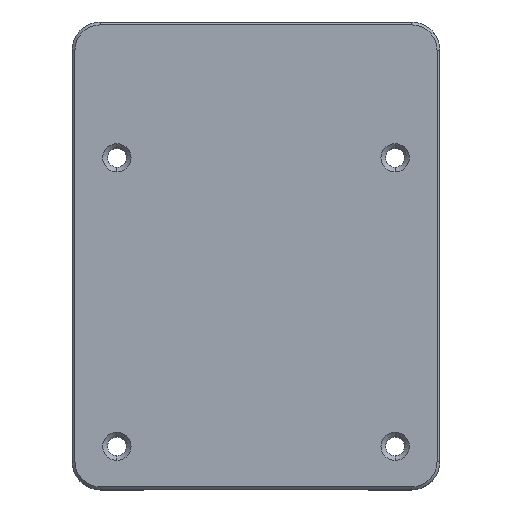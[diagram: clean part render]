
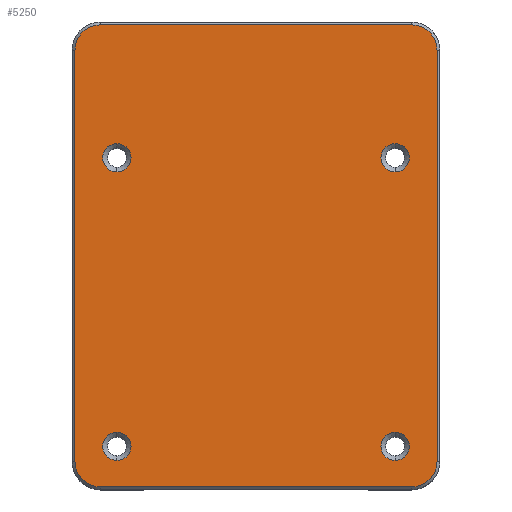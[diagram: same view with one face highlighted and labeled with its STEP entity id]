
A CAD part, top view. The second image highlights one B-rep face of the part: STEP entity #5250.
In plain terms, the highlighted planar face has unit normal (0, 0, 1).
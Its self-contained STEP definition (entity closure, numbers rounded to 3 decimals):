
#16 = VERTEX_POINT ( 'NONE', #1436 ) ;
#93 = DIRECTION ( 'NONE',  ( 0., 0., 1. ) ) ;
#194 = ORIENTED_EDGE ( 'NONE', *, *, #496, .T. ) ;
#197 = DIRECTION ( 'NONE',  ( 0., -1., 0. ) ) ;
#219 = AXIS2_PLACEMENT_3D ( 'NONE', #1556, #3900, #4981 ) ;
#255 = CARTESIAN_POINT ( 'NONE',  ( 32.16, -13.6, 14.5 ) ) ;
#276 = LINE ( 'NONE', #1433, #2717 ) ;
#298 = FACE_BOUND ( 'NONE', #2735, .T. ) ;
#303 = CIRCLE ( 'NONE', #1990, 2.7 ) ;
#306 = CARTESIAN_POINT ( 'NONE',  ( 33.91, -44.3, 14.5 ) ) ;
#317 = DIRECTION ( 'NONE',  ( -1., 0., 0. ) ) ;
#335 = EDGE_CURVE ( 'NONE', #6228, #4156, #6840, .T. ) ;
#476 = ORIENTED_EDGE ( 'NONE', *, *, #3598, .T. ) ;
#496 = EDGE_CURVE ( 'NONE', #3451, #3624, #7098, .T. ) ;
#740 = FACE_BOUND ( 'NONE', #7105, .T. ) ;
#960 = AXIS2_PLACEMENT_3D ( 'NONE', #2699, #4945, #2722 ) ;
#1070 = EDGE_CURVE ( 'NONE', #5624, #2299, #276, .T. ) ;
#1147 = DIRECTION ( 'NONE',  ( 0., 0., -1. ) ) ;
#1232 = EDGE_CURVE ( 'NONE', #3624, #3451, #7080, .T. ) ;
#1243 = ORIENTED_EDGE ( 'NONE', *, *, #6367, .T. ) ;
#1260 = AXIS2_PLACEMENT_3D ( 'NONE', #4133, #93, #5871 ) ;
#1277 = CARTESIAN_POINT ( 'NONE',  ( 2.66, -44.2, 14.5 ) ) ;
#1433 = CARTESIAN_POINT ( 'NONE',  ( 36.61, -0.7, 14.5 ) ) ;
#1436 = CARTESIAN_POINT ( 'NONE',  ( 32.16, -41.2, 14.5 ) ) ;
#1502 = AXIS2_PLACEMENT_3D ( 'NONE', #2311, #6813, #3965 ) ;
#1556 = CARTESIAN_POINT ( 'NONE',  ( 32.16, -42.7, 14.5 ) ) ;
#1567 = VERTEX_POINT ( 'NONE', #1277 ) ;
#1603 = AXIS2_PLACEMENT_3D ( 'NONE', #4988, #4335, #317 ) ;
#1617 = ORIENTED_EDGE ( 'NONE', *, *, #4810, .T. ) ;
#1632 = DIRECTION ( 'NONE',  ( 1., 0., 0. ) ) ;
#1766 = EDGE_CURVE ( 'NONE', #16, #2019, #6676, .T. ) ;
#1769 = DIRECTION ( 'NONE',  ( 0., 0., 1. ) ) ;
#1771 = CIRCLE ( 'NONE', #6610, 1.5 ) ;
#1789 = DIRECTION ( 'NONE',  ( -1., 0., 0. ) ) ;
#1808 = CARTESIAN_POINT ( 'NONE',  ( 0.91, -0.7, 14.5 ) ) ;
#1841 = FACE_BOUND ( 'NONE', #3728, .T. ) ;
#1853 = ORIENTED_EDGE ( 'NONE', *, *, #335, .T. ) ;
#1861 = ORIENTED_EDGE ( 'NONE', *, *, #3161, .T. ) ;
#1893 = CIRCLE ( 'NONE', #6948, 1.5 ) ;
#1930 = ORIENTED_EDGE ( 'NONE', *, *, #5380, .T. ) ;
#1990 = AXIS2_PLACEMENT_3D ( 'NONE', #306, #4308, #2614 ) ;
#2019 = VERTEX_POINT ( 'NONE', #3586 ) ;
#2091 = EDGE_CURVE ( 'NONE', #2299, #3134, #5773, .T. ) ;
#2141 = ORIENTED_EDGE ( 'NONE', *, *, #1766, .T. ) ;
#2158 = CARTESIAN_POINT ( 'NONE',  ( 0.91, -0.7, 14.5 ) ) ;
#2161 = CIRCLE ( 'NONE', #3926, 2.7 ) ;
#2209 = DIRECTION ( 'NONE',  ( -1., 0., 0. ) ) ;
#2218 = DIRECTION ( 'NONE',  ( 0., 0., -1. ) ) ;
#2243 = LINE ( 'NONE', #4527, #4638 ) ;
#2254 = EDGE_CURVE ( 'NONE', #4915, #5624, #303, .T. ) ;
#2299 = VERTEX_POINT ( 'NONE', #5989 ) ;
#2311 = CARTESIAN_POINT ( 'NONE',  ( 32.16, -12.1, 14.5 ) ) ;
#2427 = CIRCLE ( 'NONE', #1603, 2.7 ) ;
#2444 = ORIENTED_EDGE ( 'NONE', *, *, #6580, .T. ) ;
#2614 = DIRECTION ( 'NONE',  ( -1., 0., 0. ) ) ;
#2699 = CARTESIAN_POINT ( 'NONE',  ( 32.16, -42.7, 14.5 ) ) ;
#2705 = PLANE ( 'NONE',  #4126 ) ;
#2717 = VECTOR ( 'NONE', #3138, 1000. ) ;
#2722 = DIRECTION ( 'NONE',  ( 0., -1., 0. ) ) ;
#2735 = EDGE_LOOP ( 'NONE', ( #1930, #2444 ) ) ;
#2777 = DIRECTION ( 'NONE',  ( 0., -1., 0. ) ) ;
#2795 = AXIS2_PLACEMENT_3D ( 'NONE', #3980, #2218, #4450 ) ;
#2819 = FACE_BOUND ( 'NONE', #4866, .T. ) ;
#2921 = AXIS2_PLACEMENT_3D ( 'NONE', #3923, #6720, #2777 ) ;
#2930 = CARTESIAN_POINT ( 'NONE',  ( 2.66, -12.1, 14.5 ) ) ;
#2992 = FACE_OUTER_BOUND ( 'NONE', #4877, .T. ) ;
#3049 = DIRECTION ( 'NONE',  ( 0., 0., -1. ) ) ;
#3134 = VERTEX_POINT ( 'NONE', #3310 ) ;
#3138 = DIRECTION ( 'NONE',  ( 0., 1., 0. ) ) ;
#3161 = EDGE_CURVE ( 'NONE', #2019, #16, #7077, .T. ) ;
#3282 = CARTESIAN_POINT ( 'NONE',  ( -1.79, -44.3, 14.5 ) ) ;
#3295 = DIRECTION ( 'NONE',  ( 1., 0., 0. ) ) ;
#3310 = CARTESIAN_POINT ( 'NONE',  ( 33.91, 2., 14.5 ) ) ;
#3392 = CARTESIAN_POINT ( 'NONE',  ( -1.79, -0.7, 14.5 ) ) ;
#3417 = AXIS2_PLACEMENT_3D ( 'NONE', #3646, #3049, #197 ) ;
#3451 = VERTEX_POINT ( 'NONE', #255 ) ;
#3586 = CARTESIAN_POINT ( 'NONE',  ( 32.16, -44.2, 14.5 ) ) ;
#3598 = EDGE_CURVE ( 'NONE', #5764, #4915, #5646, .T. ) ;
#3624 = VERTEX_POINT ( 'NONE', #4447 ) ;
#3646 = CARTESIAN_POINT ( 'NONE',  ( 2.66, -42.7, 14.5 ) ) ;
#3667 = CARTESIAN_POINT ( 'NONE',  ( 0.91, 2., 14.5 ) ) ;
#3728 = EDGE_LOOP ( 'NONE', ( #194, #5935 ) ) ;
#3760 = CIRCLE ( 'NONE', #2795, 1.5 ) ;
#3767 = VECTOR ( 'NONE', #1632, 1000. ) ;
#3776 = EDGE_CURVE ( 'NONE', #5306, #6228, #2161, .T. ) ;
#3900 = DIRECTION ( 'NONE',  ( 0., 0., -1. ) ) ;
#3923 = CARTESIAN_POINT ( 'NONE',  ( 32.16, -12.1, 14.5 ) ) ;
#3926 = AXIS2_PLACEMENT_3D ( 'NONE', #1808, #1769, #1789 ) ;
#3965 = DIRECTION ( 'NONE',  ( 0., -1., 0. ) ) ;
#3980 = CARTESIAN_POINT ( 'NONE',  ( 2.66, -42.7, 14.5 ) ) ;
#4005 = ORIENTED_EDGE ( 'NONE', *, *, #1070, .T. ) ;
#4021 = CARTESIAN_POINT ( 'NONE',  ( 0.91, -47., 14.5 ) ) ;
#4126 = AXIS2_PLACEMENT_3D ( 'NONE', #2158, #6696, #3295 ) ;
#4133 = CARTESIAN_POINT ( 'NONE',  ( 33.91, -0.7, 14.5 ) ) ;
#4156 = VERTEX_POINT ( 'NONE', #3282 ) ;
#4308 = DIRECTION ( 'NONE',  ( 0., 0., 1. ) ) ;
#4335 = DIRECTION ( 'NONE',  ( 0., 0., 1. ) ) ;
#4447 = CARTESIAN_POINT ( 'NONE',  ( 32.16, -10.6, 14.5 ) ) ;
#4450 = DIRECTION ( 'NONE',  ( 0., -1., 0. ) ) ;
#4459 = CARTESIAN_POINT ( 'NONE',  ( 2.66, -41.2, 14.5 ) ) ;
#4527 = CARTESIAN_POINT ( 'NONE',  ( 0.91, 2., 14.5 ) ) ;
#4638 = VECTOR ( 'NONE', #2209, 1000. ) ;
#4772 = ORIENTED_EDGE ( 'NONE', *, *, #6438, .T. ) ;
#4810 = EDGE_CURVE ( 'NONE', #6287, #6473, #1771, .T. ) ;
#4866 = EDGE_LOOP ( 'NONE', ( #1861, #2141 ) ) ;
#4877 = EDGE_LOOP ( 'NONE', ( #1853, #4772, #476, #5244, #4005, #5949, #5126, #6556 ) ) ;
#4913 = CARTESIAN_POINT ( 'NONE',  ( 2.66, -10.6, 14.5 ) ) ;
#4915 = VERTEX_POINT ( 'NONE', #5230 ) ;
#4945 = DIRECTION ( 'NONE',  ( 0., 0., -1. ) ) ;
#4981 = DIRECTION ( 'NONE',  ( 0., -1., 0. ) ) ;
#4988 = CARTESIAN_POINT ( 'NONE',  ( 0.91, -44.3, 14.5 ) ) ;
#5074 = DIRECTION ( 'NONE',  ( 0., -1., 0. ) ) ;
#5079 = CARTESIAN_POINT ( 'NONE',  ( 0.91, -47., 14.5 ) ) ;
#5126 = ORIENTED_EDGE ( 'NONE', *, *, #7223, .T. ) ;
#5204 = CARTESIAN_POINT ( 'NONE',  ( 2.66, -12.1, 14.5 ) ) ;
#5230 = CARTESIAN_POINT ( 'NONE',  ( 33.91, -47., 14.5 ) ) ;
#5244 = ORIENTED_EDGE ( 'NONE', *, *, #2254, .T. ) ;
#5250 = ADVANCED_FACE ( 'NONE', ( #2992, #1841, #740, #2819, #298 ), #2705, .T. ) ;
#5306 = VERTEX_POINT ( 'NONE', #3667 ) ;
#5380 = EDGE_CURVE ( 'NONE', #1567, #7365, #6651, .T. ) ;
#5624 = VERTEX_POINT ( 'NONE', #5675 ) ;
#5646 = LINE ( 'NONE', #5079, #3767 ) ;
#5675 = CARTESIAN_POINT ( 'NONE',  ( 36.61, -44.3, 14.5 ) ) ;
#5764 = VERTEX_POINT ( 'NONE', #4021 ) ;
#5773 = CIRCLE ( 'NONE', #1260, 2.7 ) ;
#5783 = DIRECTION ( 'NONE',  ( 0., -1., 0. ) ) ;
#5827 = DIRECTION ( 'NONE',  ( 0., 0., -1. ) ) ;
#5871 = DIRECTION ( 'NONE',  ( -1., 0., 0. ) ) ;
#5935 = ORIENTED_EDGE ( 'NONE', *, *, #1232, .T. ) ;
#5949 = ORIENTED_EDGE ( 'NONE', *, *, #2091, .T. ) ;
#5989 = CARTESIAN_POINT ( 'NONE',  ( 36.61, -0.7, 14.5 ) ) ;
#6228 = VERTEX_POINT ( 'NONE', #3392 ) ;
#6287 = VERTEX_POINT ( 'NONE', #6321 ) ;
#6321 = CARTESIAN_POINT ( 'NONE',  ( 2.66, -13.6, 14.5 ) ) ;
#6367 = EDGE_CURVE ( 'NONE', #6473, #6287, #1893, .T. ) ;
#6410 = DIRECTION ( 'NONE',  ( 0., -1., 0. ) ) ;
#6438 = EDGE_CURVE ( 'NONE', #4156, #5764, #2427, .T. ) ;
#6473 = VERTEX_POINT ( 'NONE', #4913 ) ;
#6556 = ORIENTED_EDGE ( 'NONE', *, *, #3776, .T. ) ;
#6580 = EDGE_CURVE ( 'NONE', #7365, #1567, #3760, .T. ) ;
#6610 = AXIS2_PLACEMENT_3D ( 'NONE', #5204, #1147, #5783 ) ;
#6651 = CIRCLE ( 'NONE', #3417, 1.5 ) ;
#6676 = CIRCLE ( 'NONE', #960, 1.5 ) ;
#6696 = DIRECTION ( 'NONE',  ( 0., 0., 1. ) ) ;
#6720 = DIRECTION ( 'NONE',  ( 0., 0., -1. ) ) ;
#6813 = DIRECTION ( 'NONE',  ( 0., 0., -1. ) ) ;
#6840 = LINE ( 'NONE', #7287, #7013 ) ;
#6948 = AXIS2_PLACEMENT_3D ( 'NONE', #2930, #5827, #6410 ) ;
#7013 = VECTOR ( 'NONE', #5074, 1000. ) ;
#7077 = CIRCLE ( 'NONE', #219, 1.5 ) ;
#7080 = CIRCLE ( 'NONE', #2921, 1.5 ) ;
#7098 = CIRCLE ( 'NONE', #1502, 1.5 ) ;
#7105 = EDGE_LOOP ( 'NONE', ( #1617, #1243 ) ) ;
#7223 = EDGE_CURVE ( 'NONE', #3134, #5306, #2243, .T. ) ;
#7287 = CARTESIAN_POINT ( 'NONE',  ( -1.79, -0.7, 14.5 ) ) ;
#7365 = VERTEX_POINT ( 'NONE', #4459 ) ;
